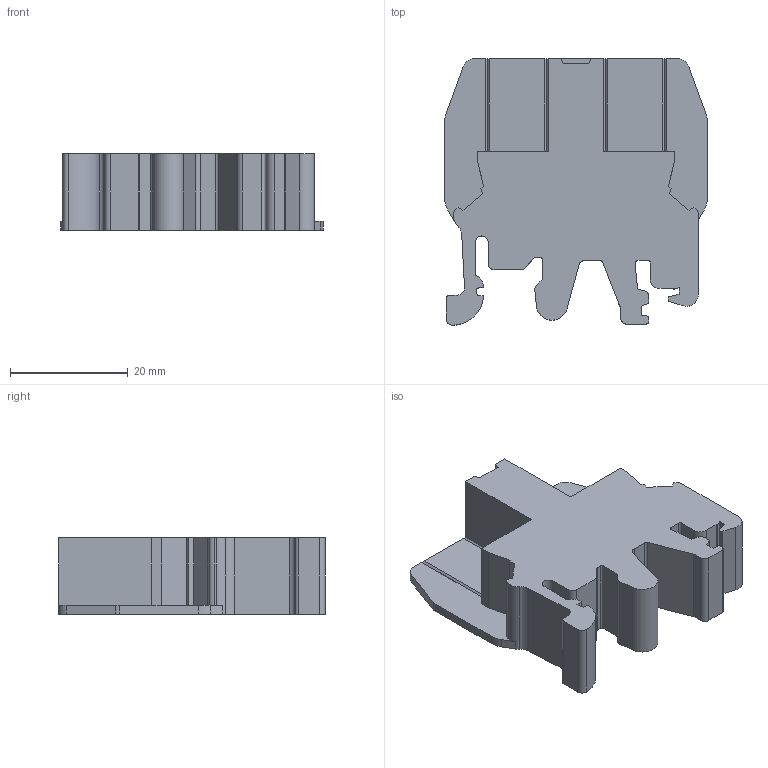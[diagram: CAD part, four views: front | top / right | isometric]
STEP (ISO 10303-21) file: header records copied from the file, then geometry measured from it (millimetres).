
FILE_DESCRIPTION (( 'STEP AP214' ), '1' );
FILE_NAME ('326810_CPB 6B_Beige.STP', '2013-11-14T06:23:29', ( 'arge' ), ( 'Microsoft' ), 'SwSTEP 2.0', 'SolidWorks 2013', '' );
FILE_SCHEMA (( 'AUTOMOTIVE_DESIGN' ));
Length unit declared in the file: millimetre
Products named in the file (1): 326810_CPB 6B_Beige
Bounding box: 44.6 x 45.27 x 13 mm (x, y, z)
Volume: 14190.4 mm3; surface area: 6551.9 mm2
Topology: 1 solids, 1 shells, 135 faces, 399 edges, 266 vertices
Faces by surface type: plane 98, cylinder 37
Entity records: 6007 total; most frequent: CARTESIAN_POINT 801, ORIENTED_EDGE 798, DIRECTION 746, EDGE_CURVE 399, VECTOR 324, LINE 324, VERTEX_POINT 266, AXIS2_PLACEMENT_3D 211
